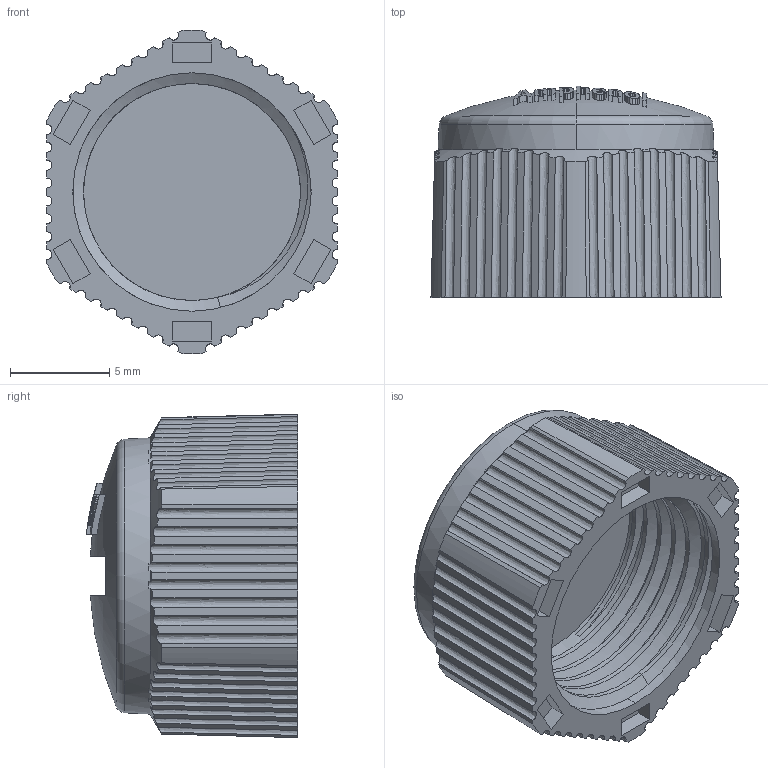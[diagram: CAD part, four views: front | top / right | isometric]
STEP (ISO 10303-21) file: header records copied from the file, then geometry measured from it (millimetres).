
FILE_DESCRIPTION((''),'2;1');
FILE_NAME('CAP-WBDMSMA1','2021-06-28T',('L210023'),(''),'PRO/ENGINEER BY PARAMETRIC TECHNOLOGY CORPORATION, 2017170','PRO/ENGINEER BY PARAMETRIC TECHNOLOGY CORPORATION, 2017170','');
FILE_SCHEMA(('CONFIG_CONTROL_DESIGN'));
Length unit declared in the file: millimetre
Products named in the file (1): CAP-WBDMSMA1
Bounding box: 14.6 x 10.64 x 16.3 mm (x, y, z)
Volume: 971.4 mm3; surface area: 1326 mm2
Topology: 1 solids, 1 shells, 415 faces, 1169 edges, 776 vertices
Faces by surface type: plane 156, extrusion 150, bspline 58, cone 22, sphere 14, cylinder 13, torus 2
Entity records: 21629 total; most frequent: CARTESIAN_POINT 8366, ORIENTED_EDGE 2338, DIRECTION 1475, EDGE_CURVE 1169, VERTEX_POINT 776, B_SPLINE_CURVE_WITH_KNOTS 634, VECTOR 609, PRESENTATION_STYLE_ASSIGNMENT 565
